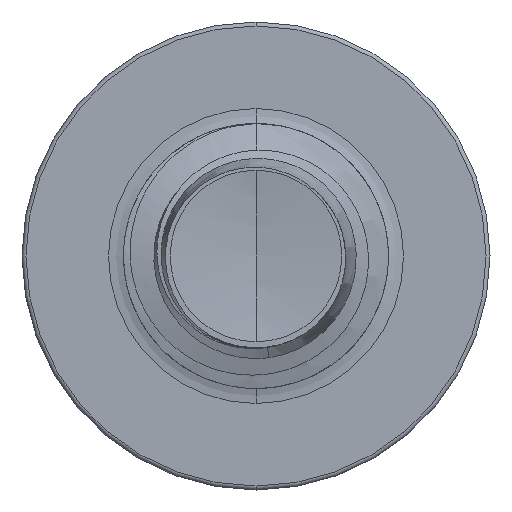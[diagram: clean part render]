
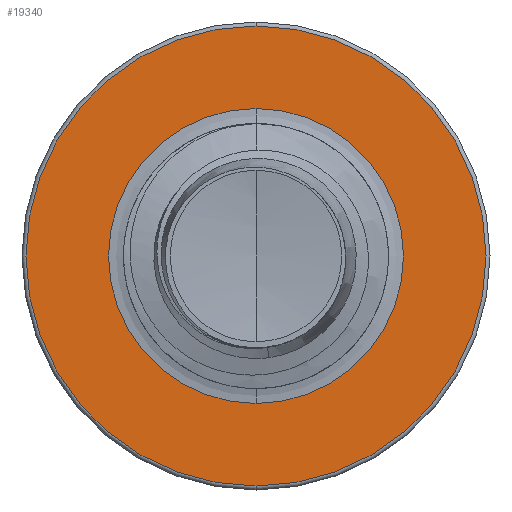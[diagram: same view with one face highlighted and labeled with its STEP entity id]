
A CAD part, front view. The second image highlights one B-rep face of the part: STEP entity #19340.
In plain terms, the highlighted planar face has unit normal (0, -1, 0).
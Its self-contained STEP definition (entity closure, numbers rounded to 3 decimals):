
#489 = ORIENTED_EDGE ( 'NONE', *, *, #11198, .T. ) ;
#614 = AXIS2_PLACEMENT_3D ( 'NONE', #6288, #17278, #7894 ) ;
#1371 = EDGE_CURVE ( 'NONE', #8857, #18886, #3729, .T. ) ;
#1443 = CIRCLE ( 'NONE', #7571, 1.67 ) ;
#1854 = EDGE_CURVE ( 'NONE', #16717, #7412, #1443, .T. ) ;
#2393 = AXIS2_PLACEMENT_3D ( 'NONE', #16763, #5833, #16825 ) ;
#3729 = CIRCLE ( 'NONE', #13057, 2.605 ) ;
#5833 = DIRECTION ( 'NONE',  ( 0., 1., 0. ) ) ;
#6001 = CARTESIAN_POINT ( 'NONE',  ( 0., 8.5, 1.67 ) ) ;
#6288 = CARTESIAN_POINT ( 'NONE',  ( 0., 8.5, 0. ) ) ;
#6946 = CARTESIAN_POINT ( 'NONE',  ( 0., 8.5, -1.67 ) ) ;
#7156 = DIRECTION ( 'NONE',  ( 0., 1., 0. ) ) ;
#7228 = ORIENTED_EDGE ( 'NONE', *, *, #1371, .F. ) ;
#7412 = VERTEX_POINT ( 'NONE', #6946 ) ;
#7559 = ORIENTED_EDGE ( 'NONE', *, *, #1854, .T. ) ;
#7571 = AXIS2_PLACEMENT_3D ( 'NONE', #8407, #19432, #9948 ) ;
#7894 = DIRECTION ( 'NONE',  ( 0., 0., 1. ) ) ;
#8162 = EDGE_LOOP ( 'NONE', ( #7228, #13596 ) ) ;
#8407 = CARTESIAN_POINT ( 'NONE',  ( 0., 8.5, 0. ) ) ;
#8857 = VERTEX_POINT ( 'NONE', #9572 ) ;
#9572 = CARTESIAN_POINT ( 'NONE',  ( 0., 8.5, 2.605 ) ) ;
#9948 = DIRECTION ( 'NONE',  ( 0., 0., 1. ) ) ;
#10486 = DIRECTION ( 'NONE',  ( 0., 0., 1. ) ) ;
#11026 = DIRECTION ( 'NONE',  ( 0., 1., 0. ) ) ;
#11198 = EDGE_CURVE ( 'NONE', #7412, #16717, #13751, .T. ) ;
#11947 = CARTESIAN_POINT ( 'NONE',  ( 0., 8.5, 0. ) ) ;
#13057 = AXIS2_PLACEMENT_3D ( 'NONE', #11947, #11026, #10486 ) ;
#13596 = ORIENTED_EDGE ( 'NONE', *, *, #20365, .F. ) ;
#13751 = CIRCLE ( 'NONE', #614, 1.67 ) ;
#14448 = CARTESIAN_POINT ( 'NONE',  ( 0., 8.5, -2.605 ) ) ;
#15214 = PLANE ( 'NONE',  #2393 ) ;
#16285 = CIRCLE ( 'NONE', #16613, 2.605 ) ;
#16538 = CARTESIAN_POINT ( 'NONE',  ( 0., 8.5, 0. ) ) ;
#16613 = AXIS2_PLACEMENT_3D ( 'NONE', #16538, #7156, #18118 ) ;
#16717 = VERTEX_POINT ( 'NONE', #6001 ) ;
#16763 = CARTESIAN_POINT ( 'NONE',  ( 0., 8.5, -1.67 ) ) ;
#16825 = DIRECTION ( 'NONE',  ( 0., 0., 1. ) ) ;
#16841 = FACE_BOUND ( 'NONE', #20569, .T. ) ;
#17278 = DIRECTION ( 'NONE',  ( 0., 1., 0. ) ) ;
#17510 = FACE_OUTER_BOUND ( 'NONE', #8162, .T. ) ;
#18118 = DIRECTION ( 'NONE',  ( 0., 0., 1. ) ) ;
#18886 = VERTEX_POINT ( 'NONE', #14448 ) ;
#19340 = ADVANCED_FACE ( 'NONE', ( #17510, #16841 ), #15214, .F. ) ;
#19432 = DIRECTION ( 'NONE',  ( 0., 1., 0. ) ) ;
#20365 = EDGE_CURVE ( 'NONE', #18886, #8857, #16285, .T. ) ;
#20569 = EDGE_LOOP ( 'NONE', ( #7559, #489 ) ) ;
